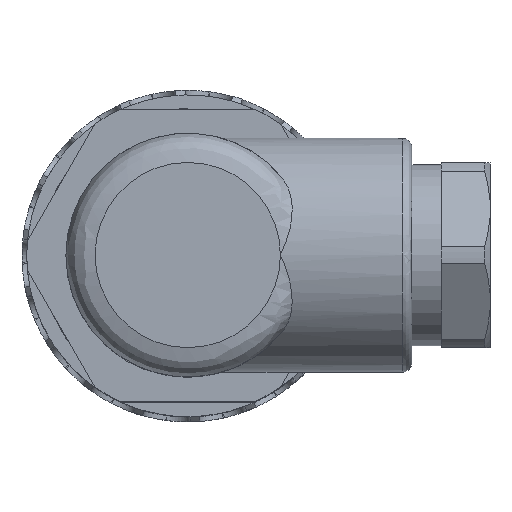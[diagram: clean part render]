
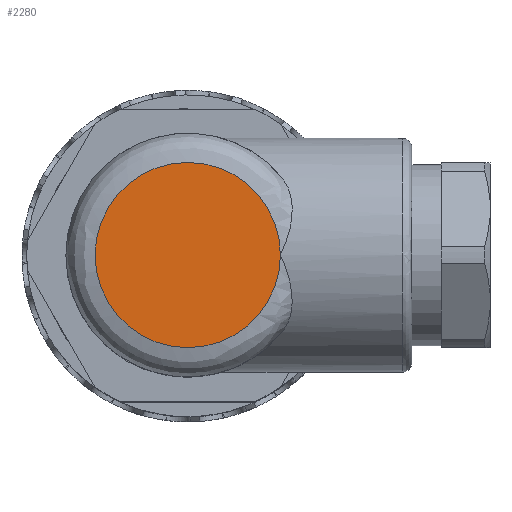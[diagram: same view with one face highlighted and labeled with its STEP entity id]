
A CAD part, top view. The second image highlights one B-rep face of the part: STEP entity #2280.
In plain terms, the highlighted planar face has unit normal (0, 0, 1).
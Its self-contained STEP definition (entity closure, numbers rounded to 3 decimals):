
#1521=PLANE('',#23397);
#2280=ADVANCED_FACE('',(#3970),#1521,.T.);
#3970=FACE_OUTER_BOUND('',#5053,.T.);
#5053=EDGE_LOOP('',(#10067,#10068));
#10067=ORIENTED_EDGE('',*,*,#19004,.T.);
#10068=ORIENTED_EDGE('',*,*,#19005,.T.);
#16787=VERTEX_POINT('',#33002);
#16788=VERTEX_POINT('',#33003);
#19004=EDGE_CURVE('',#16787,#16788,#22336,.T.);
#19005=EDGE_CURVE('',#16788,#16787,#22337,.T.);
#22336=CIRCLE('',#23395,9.5);
#22337=CIRCLE('',#23396,9.5);
#23395=AXIS2_PLACEMENT_3D('',#33001,#26092,#26093);
#23396=AXIS2_PLACEMENT_3D('',#33004,#26094,#26095);
#23397=AXIS2_PLACEMENT_3D('',#33005,#26096,#26097);
#26092=DIRECTION('',(0.,0.,1.));
#26093=DIRECTION('',(-1.,0.,0.));
#26094=DIRECTION('',(0.,0.,1.));
#26095=DIRECTION('',(1.,0.,0.));
#26096=DIRECTION('',(0.,0.,1.));
#26097=DIRECTION('',(-1.,0.,0.));
#33001=CARTESIAN_POINT('',(0.,0.,
77.2));
#33002=CARTESIAN_POINT('',(-9.5,0.,77.2));
#33003=CARTESIAN_POINT('',(9.5,0.,77.2));
#33004=CARTESIAN_POINT('',(0.,0.,
77.2));
#33005=CARTESIAN_POINT('',(10.45,10.45,77.2));
